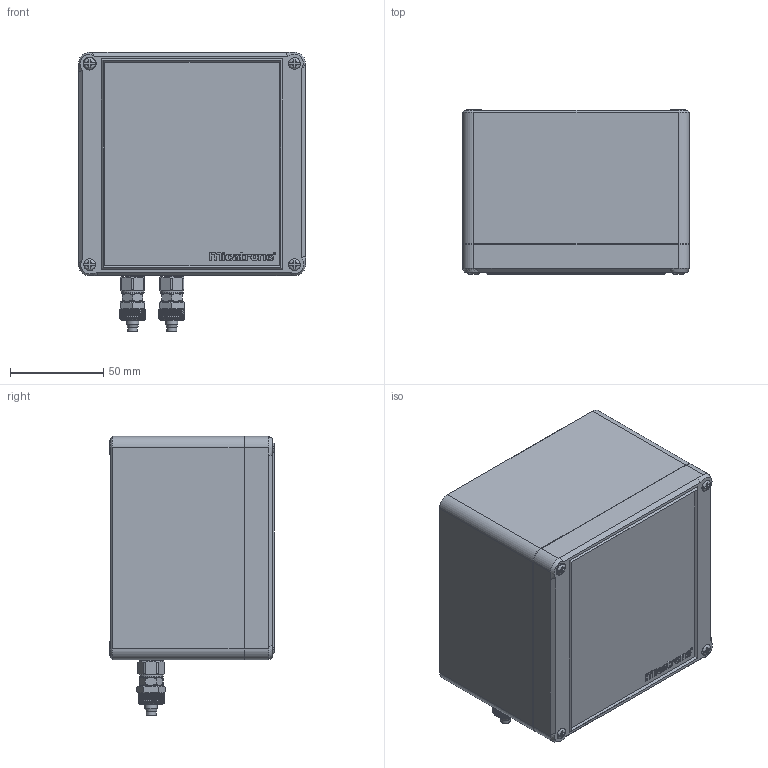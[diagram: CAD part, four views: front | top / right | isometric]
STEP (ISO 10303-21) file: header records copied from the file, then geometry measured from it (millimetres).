
FILE_DESCRIPTION(/* description */ (''),/* implementation_level */ '2;1');
FILE_NAME(/* name */ 'Micatrone P Model.step',/* time_stamp */ '2023-12-18T13:07:32+01:00',/* author */ (''),/* organization */ (''),/* preprocessor_version */ 'ST-DEVELOPER v20',/* originating_system */ 'Autodesk Translation Framework v12.14.0.127',/* authorisation */ '');
FILE_SCHEMA (('AUTOMOTIVE_DESIGN { 1 0 10303 214 3 1 1 }'));
Products named in the file (3): Micatrone Housing; Housing; Hexagon High Nut ISO 8674 - M8 x 1 Steel 6 Plain v1
Assembly tree (2 placements, depth 2):
  Micatrone Housing
    Housing
    Hexagon High Nut ISO 8674 - M8 x 1 Steel 6 Plain v1
Bounding box: 122 x 88.65 x 150 mm (x, y, z)
Volume: 364946.8 mm3; surface area: 138949.1 mm2
Topology: 12 solids, 12 shells, 2673 faces, 6781 edges, 4500 vertices
Faces by surface type: bspline 1799, cylinder 486, plane 346, cone 36, torus 6
Full cylindrical faces by diameter (mm): 3.167 x2, 4.07 x4, 4.5 x4, 5.167 x2, 6.3 x4, 6.5 x6, 6.915 x2, 7 x3, 7.035 x2, 7.534 x4, 8 x2, 10 x3, 12.35 x2, 13.4 x2
Entity records: 119228 total; most frequent: CARTESIAN_POINT 70938, ORIENTED_EDGE 13562, EDGE_CURVE 6781, B_SPLINE_CURVE_WITH_KNOTS 4997, VERTEX_POINT 4500, DIRECTION 3458, EDGE_LOOP 3051, FACE_OUTER_BOUND 2673
